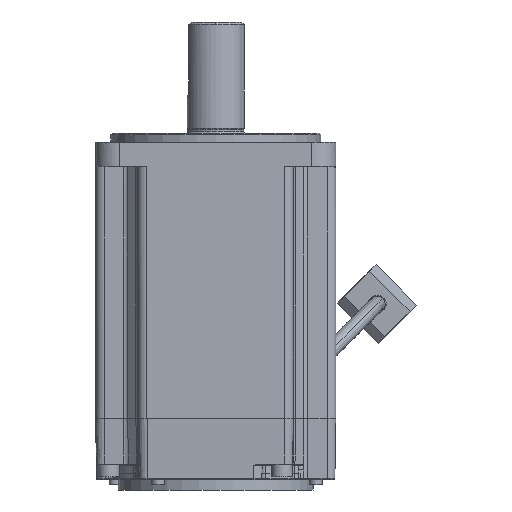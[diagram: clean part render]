
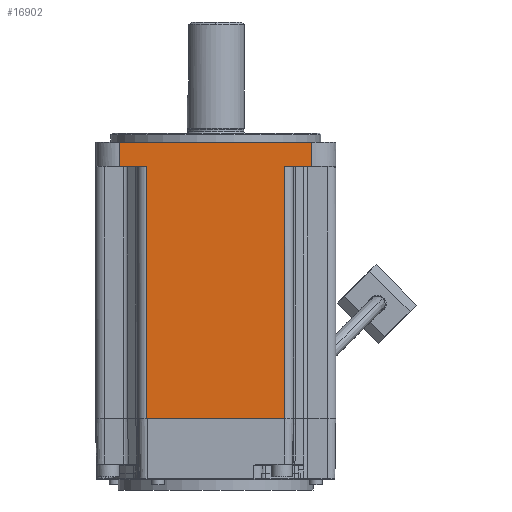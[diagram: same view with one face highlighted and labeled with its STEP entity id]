
A CAD part, front view. The second image highlights one B-rep face of the part: STEP entity #16902.
In plain terms, the highlighted planar face has unit normal (0, -1, 0).
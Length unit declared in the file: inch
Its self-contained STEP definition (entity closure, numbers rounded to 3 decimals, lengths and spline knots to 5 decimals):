
#27 = DIRECTION ( 'NONE',  ( 0., 0., 1. ) ) ;
#995 = VERTEX_POINT ( 'NONE', #23914 ) ;
#1184 = CARTESIAN_POINT ( 'NONE',  ( 0.00001, -1.5748, 2.8248 ) ) ;
#1685 = CARTESIAN_POINT ( 'NONE',  ( 0.89812, -1.5748, 2.50984 ) ) ;
#1714 = CARTESIAN_POINT ( 'NONE',  ( -0.90041, -1.5748, -0.79331 ) ) ;
#1845 = VERTEX_POINT ( 'NONE', #13754 ) ;
#2081 = VECTOR ( 'NONE', #11411, 39.37008 ) ;
#2256 = ORIENTED_EDGE ( 'NONE', *, *, #18500, .F. ) ;
#2353 = VERTEX_POINT ( 'NONE', #23581 ) ;
#2413 = DIRECTION ( 'NONE',  ( 0., 1., 0. ) ) ;
#2584 = CARTESIAN_POINT ( 'NONE',  ( 0.00001, -1.5748, 2.50984 ) ) ;
#2846 = EDGE_CURVE ( 'NONE', #18696, #1845, #26324, .T. ) ;
#2905 = CARTESIAN_POINT ( 'NONE',  ( 0.89812, -1.5748, -0.79331 ) ) ;
#3169 = VECTOR ( 'NONE', #11643, 39.37008 ) ;
#3841 = VERTEX_POINT ( 'NONE', #6105 ) ;
#5074 = CARTESIAN_POINT ( 'NONE',  ( -0.90501, -1.5747, -0.79331 ) ) ;
#6105 = CARTESIAN_POINT ( 'NONE',  ( -0.90501, -1.5747, -0.79331 ) ) ;
#6125 = CARTESIAN_POINT ( 'NONE',  ( 1.25985, -1.5748, 1.01575 ) ) ;
#6260 = PLANE ( 'NONE',  #7325 ) ;
#7325 = AXIS2_PLACEMENT_3D ( 'NONE', #12713, #2413, #27 ) ;
#9514 = CARTESIAN_POINT ( 'NONE',  ( -1.25984, -1.5748, 2.8248 ) ) ;
#9579 = B_SPLINE_CURVE_WITH_KNOTS ( 'NONE', 3,
 ( #5074, #24087, #15318, #15414 ),
 .UNSPECIFIED., .F., .F.,
 ( 4, 4 ),
 ( 0., 1. ),
 .UNSPECIFIED. ) ;
#10034 = B_SPLINE_CURVE_WITH_KNOTS ( 'NONE', 3,
 ( #18748, #1714, #16300, #18401 ),
 .UNSPECIFIED., .F., .F.,
 ( 4, 4 ),
 ( 0., 1. ),
 .UNSPECIFIED. ) ;
#10425 = EDGE_CURVE ( 'NONE', #25916, #3841, #10034, .T. ) ;
#10614 = ORIENTED_EDGE ( 'NONE', *, *, #22010, .F. ) ;
#11411 = DIRECTION ( 'NONE',  ( 0., 0., 1. ) ) ;
#11643 = DIRECTION ( 'NONE',  ( 0., 0., -1. ) ) ;
#11782 = ORIENTED_EDGE ( 'NONE', *, *, #18718, .F. ) ;
#12503 = LINE ( 'NONE', #26011, #2081 ) ;
#12580 = ORIENTED_EDGE ( 'NONE', *, *, #2846, .F. ) ;
#12581 = EDGE_CURVE ( 'NONE', #995, #23847, #12503, .T. ) ;
#12713 = CARTESIAN_POINT ( 'NONE',  ( 0.00001, -1.5748, 1.01575 ) ) ;
#12873 = VECTOR ( 'NONE', #23171, 39.37008 ) ;
#13185 = LINE ( 'NONE', #1184, #23973 ) ;
#13754 = CARTESIAN_POINT ( 'NONE',  ( 1.25985, -1.5748, 2.50984 ) ) ;
#14364 = ORIENTED_EDGE ( 'NONE', *, *, #19886, .T. ) ;
#15228 = LINE ( 'NONE', #15299, #22421 ) ;
#15299 = CARTESIAN_POINT ( 'NONE',  ( 0.00001, -1.5748, -0.79331 ) ) ;
#15318 = CARTESIAN_POINT ( 'NONE',  ( -0.90501, -1.5748, 1.40879 ) ) ;
#15414 = CARTESIAN_POINT ( 'NONE',  ( -0.90501, -1.5748, 2.50984 ) ) ;
#16300 = CARTESIAN_POINT ( 'NONE',  ( -0.90271, -1.57473, -0.79331 ) ) ;
#16490 = DIRECTION ( 'NONE',  ( 1., 0., 0. ) ) ;
#16655 = ORIENTED_EDGE ( 'NONE', *, *, #10425, .F. ) ;
#16902 = ADVANCED_FACE ( 'NONE', ( #20161 ), #6260, .F. ) ;
#17548 = ORIENTED_EDGE ( 'NONE', *, *, #21201, .F. ) ;
#18006 = DIRECTION ( 'NONE',  ( 0., 0., -1. ) ) ;
#18205 = LINE ( 'NONE', #24376, #21762 ) ;
#18401 = CARTESIAN_POINT ( 'NONE',  ( -0.90501, -1.5747, -0.79331 ) ) ;
#18500 = EDGE_CURVE ( 'NONE', #24954, #22294, #18205, .T. ) ;
#18696 = VERTEX_POINT ( 'NONE', #18888 ) ;
#18718 = EDGE_CURVE ( 'NONE', #22294, #25916, #15228, .T. ) ;
#18748 = CARTESIAN_POINT ( 'NONE',  ( -0.8981, -1.5748, -0.79331 ) ) ;
#18888 = CARTESIAN_POINT ( 'NONE',  ( 1.25985, -1.5748, 2.8248 ) ) ;
#19505 = DIRECTION ( 'NONE',  ( -1., 0., 0. ) ) ;
#19588 = ORIENTED_EDGE ( 'NONE', *, *, #12581, .F. ) ;
#19886 = EDGE_CURVE ( 'NONE', #995, #2353, #22366, .T. ) ;
#20161 = FACE_OUTER_BOUND ( 'NONE', #25546, .T. ) ;
#21201 = EDGE_CURVE ( 'NONE', #1845, #24954, #26278, .T. ) ;
#21762 = VECTOR ( 'NONE', #18006, 39.37008 ) ;
#22010 = EDGE_CURVE ( 'NONE', #23847, #18696, #13185, .T. ) ;
#22294 = VERTEX_POINT ( 'NONE', #2905 ) ;
#22366 = LINE ( 'NONE', #25363, #26325 ) ;
#22421 = VECTOR ( 'NONE', #19505, 39.37008 ) ;
#22434 = ORIENTED_EDGE ( 'NONE', *, *, #23766, .F. ) ;
#23171 = DIRECTION ( 'NONE',  ( -1., 0., 0. ) ) ;
#23581 = CARTESIAN_POINT ( 'NONE',  ( -0.90501, -1.5748, 2.50984 ) ) ;
#23766 = EDGE_CURVE ( 'NONE', #3841, #2353, #9579, .T. ) ;
#23847 = VERTEX_POINT ( 'NONE', #9514 ) ;
#23914 = CARTESIAN_POINT ( 'NONE',  ( -1.25984, -1.5748, 2.50984 ) ) ;
#23973 = VECTOR ( 'NONE', #16490, 39.37008 ) ;
#23989 = CARTESIAN_POINT ( 'NONE',  ( -0.8981, -1.5748, -0.79331 ) ) ;
#24087 = CARTESIAN_POINT ( 'NONE',  ( -0.90501, -1.5748, 0.30774 ) ) ;
#24376 = CARTESIAN_POINT ( 'NONE',  ( 0.89812, -1.5748, 1.01575 ) ) ;
#24954 = VERTEX_POINT ( 'NONE', #1685 ) ;
#25363 = CARTESIAN_POINT ( 'NONE',  ( -1.2399, -1.5748, 2.50984 ) ) ;
#25452 = DIRECTION ( 'NONE',  ( 1., 0., 0. ) ) ;
#25546 = EDGE_LOOP ( 'NONE', ( #17548, #12580, #10614, #19588, #14364, #22434, #16655, #11782, #2256 ) ) ;
#25916 = VERTEX_POINT ( 'NONE', #23989 ) ;
#26011 = CARTESIAN_POINT ( 'NONE',  ( -1.25984, -1.5748, 2.49794 ) ) ;
#26278 = LINE ( 'NONE', #2584, #12873 ) ;
#26324 = LINE ( 'NONE', #6125, #3169 ) ;
#26325 = VECTOR ( 'NONE', #25452, 39.37008 ) ;
